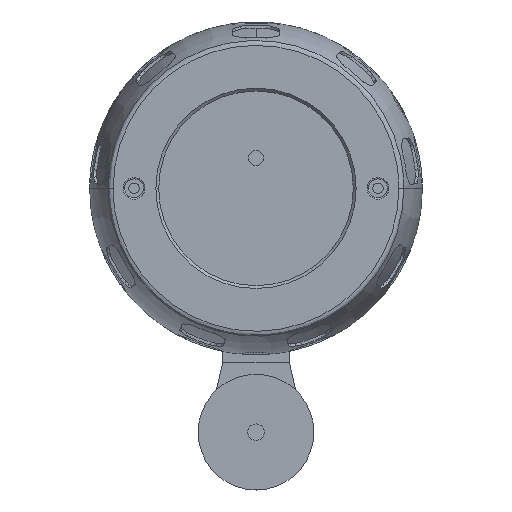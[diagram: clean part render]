
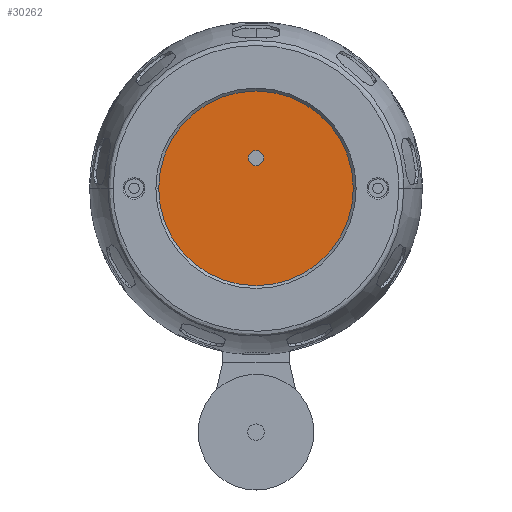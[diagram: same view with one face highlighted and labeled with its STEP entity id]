
A CAD part, front view. The second image highlights one B-rep face of the part: STEP entity #30262.
In plain terms, the highlighted face is planar.
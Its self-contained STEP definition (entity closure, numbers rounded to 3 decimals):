
#3345 = CARTESIAN_POINT ( 'NONE',  ( -4., 16., -235.5 ) ) ;
#5085 = DIRECTION ( 'NONE',  ( 0., 0., 1. ) ) ;
#5947 = AXIS2_PLACEMENT_3D ( 'NONE', #46805, #5085, #110655 ) ;
#11048 = CARTESIAN_POINT ( 'NONE',  ( -51.5, 0., -235.5 ) ) ;
#18224 = EDGE_LOOP ( 'NONE', ( #131751, #149006 ) ) ;
#18976 = ORIENTED_EDGE ( 'NONE', *, *, #209838, .F. ) ;
#26037 = VERTEX_POINT ( 'NONE', #224398 ) ;
#30262 = ADVANCED_FACE ( 'NONE', ( #252865, #112083 ), #173392, .T. ) ;
#39128 = VERTEX_POINT ( 'NONE', #11048 ) ;
#44800 = AXIS2_PLACEMENT_3D ( 'NONE', #80099, #159686, #214486 ) ;
#46805 = CARTESIAN_POINT ( 'NONE',  ( 0., 0., -235.5 ) ) ;
#58400 = CARTESIAN_POINT ( 'NONE',  ( 0., 0., -235.5 ) ) ;
#74223 = DIRECTION ( 'NONE',  ( -1., 0., 0. ) ) ;
#80099 = CARTESIAN_POINT ( 'NONE',  ( 0., 16., -235.5 ) ) ;
#81720 = AXIS2_PLACEMENT_3D ( 'NONE', #141316, #218238, #140013 ) ;
#88950 = EDGE_LOOP ( 'NONE', ( #187745, #18976 ) ) ;
#91236 = DIRECTION ( 'NONE',  ( 0., 0., -1. ) ) ;
#103949 = DIRECTION ( 'NONE',  ( -1., 0., 0. ) ) ;
#110655 = DIRECTION ( 'NONE',  ( -1., 0., 0. ) ) ;
#112083 = FACE_OUTER_BOUND ( 'NONE', #88950, .T. ) ;
#123509 = DIRECTION ( 'NONE',  ( 0., 0., 1. ) ) ;
#131751 = ORIENTED_EDGE ( 'NONE', *, *, #151812, .T. ) ;
#132152 = EDGE_CURVE ( 'NONE', #39128, #26037, #168541, .T. ) ;
#140013 = DIRECTION ( 'NONE',  ( -1., 0., 0. ) ) ;
#141316 = CARTESIAN_POINT ( 'NONE',  ( 0., 16., -235.5 ) ) ;
#148900 = VERTEX_POINT ( 'NONE', #3345 ) ;
#149006 = ORIENTED_EDGE ( 'NONE', *, *, #255400, .T. ) ;
#151812 = EDGE_CURVE ( 'NONE', #148900, #174237, #182209, .T. ) ;
#159686 = DIRECTION ( 'NONE',  ( 0., 0., 1. ) ) ;
#160186 = CIRCLE ( 'NONE', #197572, 51.5 ) ;
#168541 = CIRCLE ( 'NONE', #5947, 51.5 ) ;
#173392 = PLANE ( 'NONE',  #177538 ) ;
#174237 = VERTEX_POINT ( 'NONE', #207669 ) ;
#177538 = AXIS2_PLACEMENT_3D ( 'NONE', #190354, #91236, #74223 ) ;
#182209 = CIRCLE ( 'NONE', #44800, 4. ) ;
#187745 = ORIENTED_EDGE ( 'NONE', *, *, #132152, .F. ) ;
#190354 = CARTESIAN_POINT ( 'NONE',  ( 103., 103., -235.5 ) ) ;
#194218 = CIRCLE ( 'NONE', #81720, 4. ) ;
#197572 = AXIS2_PLACEMENT_3D ( 'NONE', #58400, #123509, #103949 ) ;
#207669 = CARTESIAN_POINT ( 'NONE',  ( 4., 16., -235.5 ) ) ;
#209838 = EDGE_CURVE ( 'NONE', #26037, #39128, #160186, .T. ) ;
#214486 = DIRECTION ( 'NONE',  ( -1., 0., 0. ) ) ;
#218238 = DIRECTION ( 'NONE',  ( 0., 0., 1. ) ) ;
#224398 = CARTESIAN_POINT ( 'NONE',  ( 51.5, 0., -235.5 ) ) ;
#252865 = FACE_BOUND ( 'NONE', #18224, .T. ) ;
#255400 = EDGE_CURVE ( 'NONE', #174237, #148900, #194218, .T. ) ;
